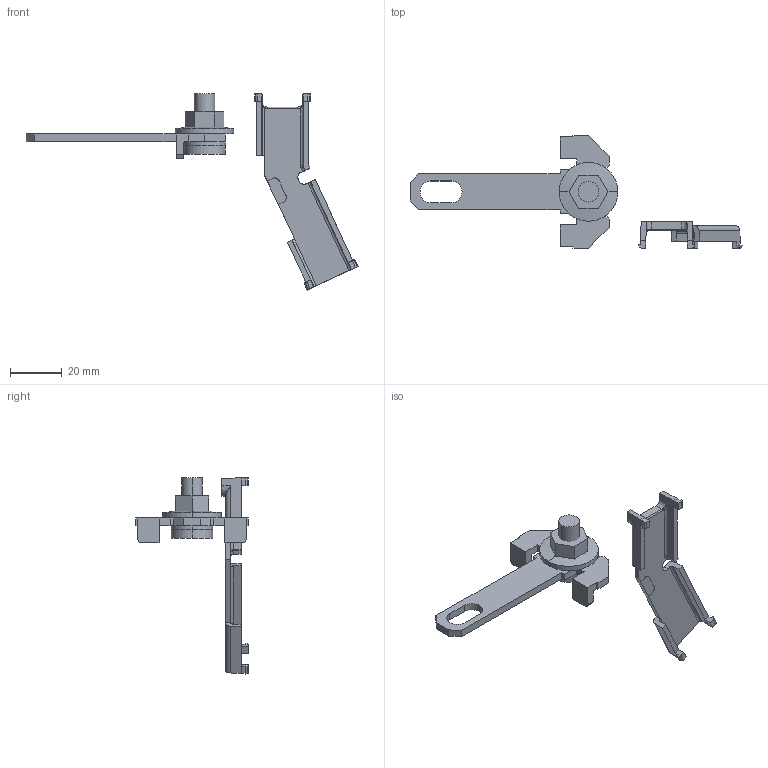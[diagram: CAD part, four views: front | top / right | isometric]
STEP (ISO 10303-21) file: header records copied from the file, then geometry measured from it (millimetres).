
FILE_DESCRIPTION((''),'2;1');
FILE_NAME('ASM0007_ASM','2023-09-21T21:29:45',('20724'),(''),'CREO PARAMETRIC BY PTC INC, 2016390','CREO PARAMETRIC BY PTC INC, 2016390','');
FILE_SCHEMA(('AUTOMOTIVE_DESIGN { 1 0 10303 214 1 1 1 1 }'));
Length unit declared in the file: inch
Products named in the file (3): PRT0005_1; PRT0009; ASM0007_ASM
Assembly tree (2 placements, depth 2):
  ASM0007_ASM
    PRT0005_1
    PRT0009
Bounding box: 128.32 x 43.5 x 75.84 mm (x, y, z)
Surface area: 10792.1 mm2 (no closed solid volume)
Topology: 0 solids, 6 shells, 181 faces, 478 edges, 307 vertices
Faces by surface type: plane 119, cylinder 42, bspline 14, cone 4, torus 1, sphere 1
Entity records: 8410 total; most frequent: CARTESIAN_POINT 2390, ORIENTED_EDGE 952, DIRECTION 824, EDGE_CURVE 478, PRESENTATION_STYLE_ASSIGNMENT 364, VECTOR 354, LINE 354, STYLED_ITEM 352
